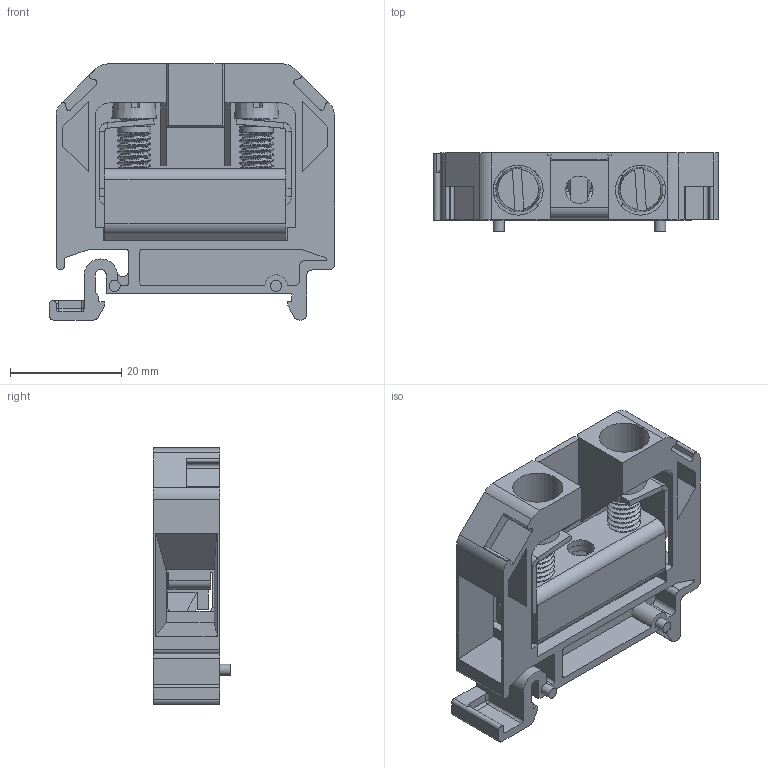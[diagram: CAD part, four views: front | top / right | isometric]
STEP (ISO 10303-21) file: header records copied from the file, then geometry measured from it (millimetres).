
FILE_DESCRIPTION(/* description */ (''),/* implementation_level */ '2;1');
FILE_NAME(/* name */ 'IK25_ipt.stp',/* time_stamp */ '2017-11-02T08:54:02+01:00',/* author */ ('thagel'),/* organization */ (''),/* preprocessor_version */ 'ST-DEVELOPER v16.1',/* originating_system */ 'Autodesk Inventor 2016',/* authorisation */ '');
FILE_SCHEMA (('AUTOMOTIVE_DESIGN { 1 0 10303 214 3 1 1 }'));
Length unit declared in the file: centimetre
Products named in the file (1): IK25
Bounding box: 51.2 x 14 x 46 mm (x, y, z)
Volume: 10702.8 mm3; surface area: 15024.4 mm2
Topology: 1 solids, 1 shells, 407 faces, 1158 edges, 732 vertices
Faces by surface type: plane 276, cylinder 108, bspline 12, torus 5, cone 4, sphere 2
Full cylindrical faces by diameter (mm): 2 x2, 4.7 x2, 4.772 x2, 4.917 x2, 6 x12, 9 x2
Entity records: 16775 total; most frequent: CARTESIAN_POINT 6681, ORIENTED_EDGE 2170, DIRECTION 2005, EDGE_CURVE 1082, LINE 765, VECTOR 765, VERTEX_POINT 694, AXIS2_PLACEMENT_3D 620
